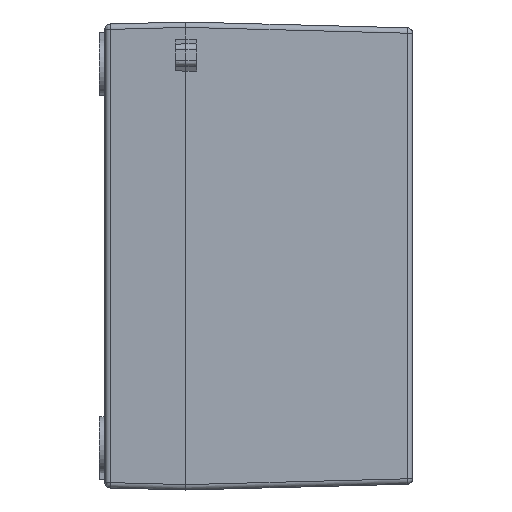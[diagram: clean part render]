
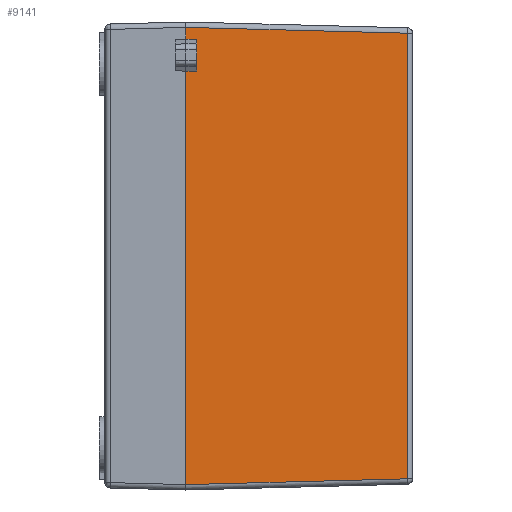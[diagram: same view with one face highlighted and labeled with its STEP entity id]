
A CAD part, left-side view. The second image highlights one B-rep face of the part: STEP entity #9141.
In plain terms, the highlighted face is planar.
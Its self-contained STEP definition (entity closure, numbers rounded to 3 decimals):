
#3178=DIRECTION('',(-0.026,-1.,0.));
#3179=VECTOR('',#3178,41.054);
#3180=CARTESIAN_POINT('',(-64.276,-3.225,
42.501));
#3181=LINE('',#3180,#3179);
#3185=DIRECTION('',(0.,0.026,-1.));
#3186=VECTOR('',#3185,2.1);
#3187=CARTESIAN_POINT('',(-65.298,-40.211,
-35.92));
#3188=LINE('',#3187,#3186);
#3192=DIRECTION('',(0.026,0.998,0.052));
#3193=VECTOR('',#3192,41.054);
#3194=CARTESIAN_POINT('',(-65.35,-42.048,-42.171));
#3195=LINE('',#3194,#3193);
#3206=DIRECTION('',(0.,0.026,-1.));
#3207=VECTOR('',#3206,82.552);
#3208=CARTESIAN_POINT('',(-64.276,-3.225,
42.501));
#3209=LINE('',#3208,#3207);
#3401=DIRECTION('',(0.,-0.026,1.));
#3402=VECTOR('',#3401,2.2);
#3403=CARTESIAN_POINT('',(-65.35,-42.048,-42.171));
#3404=LINE('',#3403,#3402);
#3445=DIRECTION('',(0.,-0.026,1.));
#3446=VECTOR('',#3445,15.646);
#3447=CARTESIAN_POINT('',(-65.35,-42.26,-34.073));
#3448=LINE('',#3447,#3446);
#3452=DIRECTION('',(0.,-0.026,1.));
#3453=VECTOR('',#3452,36.877);
#3454=CARTESIAN_POINT('',(-65.35,-42.67,-18.432));
#3455=LINE('',#3454,#3453);
#3459=DIRECTION('',(0.,-0.026,1.));
#3460=VECTOR('',#3459,24.077);
#3461=CARTESIAN_POINT('',(-65.35,-43.635,18.432));
#3462=LINE('',#3461,#3460);
#4004=DIRECTION('',(0.026,0.999,0.037));
#4005=VECTOR('',#4004,2.001);
#4006=CARTESIAN_POINT('',(-65.35,-42.106,-39.971));
#4007=LINE('',#4006,#4005);
#4055=DIRECTION('',(0.,-0.026,1.));
#4056=VECTOR('',#4055,1.878);
#4057=CARTESIAN_POINT('',(-65.298,-40.107,
-39.897));
#4058=LINE('',#4057,#4056);
#4084=DIRECTION('',(0.,-0.026,1.));
#4085=VECTOR('',#4084,1.878);
#4086=CARTESIAN_POINT('',(-65.298,-40.211,
-35.92));
#4087=LINE('',#4086,#4085);
#4112=DIRECTION('',(-0.026,-1.,-0.015));
#4113=VECTOR('',#4112,2.001);
#4114=CARTESIAN_POINT('',(-65.298,-40.261,
-34.043));
#4115=LINE('',#4114,#4113);
#8110=CARTESIAN_POINT('',(-64.276,-1.064,
-40.023));
#8111=VERTEX_POINT('',#8110);
#8112=CARTESIAN_POINT('',(-65.35,-42.048,-42.171));
#8113=VERTEX_POINT('',#8112);
#8115=CARTESIAN_POINT('',(-64.276,-3.225,
42.501));
#8116=VERTEX_POINT('',#8115);
#8117=CARTESIAN_POINT('',(-65.35,-44.266,42.501));
#8118=VERTEX_POINT('',#8117);
#8119=CARTESIAN_POINT('',(-65.35,-43.635,18.432));
#8120=VERTEX_POINT('',#8119);
#8121=CARTESIAN_POINT('',(-65.35,-42.67,-18.432));
#8122=VERTEX_POINT('',#8121);
#8123=CARTESIAN_POINT('',(-65.35,-42.26,-34.073));
#8124=VERTEX_POINT('',#8123);
#8125=CARTESIAN_POINT('',(-65.298,-40.261,
-34.043));
#8126=VERTEX_POINT('',#8125);
#8127=CARTESIAN_POINT('',(-65.298,-40.211,
-35.92));
#8128=VERTEX_POINT('',#8127);
#8129=CARTESIAN_POINT('',(-65.298,-40.156,
-38.02));
#8130=VERTEX_POINT('',#8129);
#8131=CARTESIAN_POINT('',(-65.298,-40.107,
-39.897));
#8132=VERTEX_POINT('',#8131);
#8133=CARTESIAN_POINT('',(-65.35,-42.106,-39.971));
#8134=VERTEX_POINT('',#8133);
#9111=CARTESIAN_POINT('',(-65.35,-44.292,43.5));
#9112=DIRECTION('',(1.,-0.026,-0.001));
#9113=DIRECTION('',(0.026,0.999,0.026));
#9114=AXIS2_PLACEMENT_3D('',#9111,#9112,#9113);
#9115=PLANE('',#9114);
#9117=ORIENTED_EDGE('',*,*,#9116,.F.);
#9119=ORIENTED_EDGE('',*,*,#9118,.T.);
#9121=ORIENTED_EDGE('',*,*,#9120,.F.);
#9123=ORIENTED_EDGE('',*,*,#9122,.F.);
#9125=ORIENTED_EDGE('',*,*,#9124,.F.);
#9127=ORIENTED_EDGE('',*,*,#9126,.F.);
#9129=ORIENTED_EDGE('',*,*,#9128,.F.);
#9131=ORIENTED_EDGE('',*,*,#9130,.T.);
#9133=ORIENTED_EDGE('',*,*,#9132,.F.);
#9135=ORIENTED_EDGE('',*,*,#9134,.F.);
#9137=ORIENTED_EDGE('',*,*,#9136,.F.);
#9138=ORIENTED_EDGE('',*,*,#9095,.T.);
#9139=EDGE_LOOP('',(#9117,#9119,#9121,#9123,#9125,#9127,#9129,#9131,#9133,#9135,
#9137,#9138));
#9140=FACE_OUTER_BOUND('',#9139,.F.);
#9095=EDGE_CURVE('',#8113,#8111,#3195,.T.);
#9116=EDGE_CURVE('',#8116,#8111,#3209,.T.);
#9118=EDGE_CURVE('',#8116,#8118,#3181,.T.);
#9120=EDGE_CURVE('',#8120,#8118,#3462,.T.);
#9122=EDGE_CURVE('',#8122,#8120,#3455,.T.);
#9124=EDGE_CURVE('',#8124,#8122,#3448,.T.);
#9126=EDGE_CURVE('',#8126,#8124,#4115,.T.);
#9128=EDGE_CURVE('',#8128,#8126,#4087,.T.);
#9130=EDGE_CURVE('',#8128,#8130,#3188,.T.);
#9132=EDGE_CURVE('',#8132,#8130,#4058,.T.);
#9134=EDGE_CURVE('',#8134,#8132,#4007,.T.);
#9136=EDGE_CURVE('',#8113,#8134,#3404,.T.);
#9141=ADVANCED_FACE('',(#9140),#9115,.F.);
